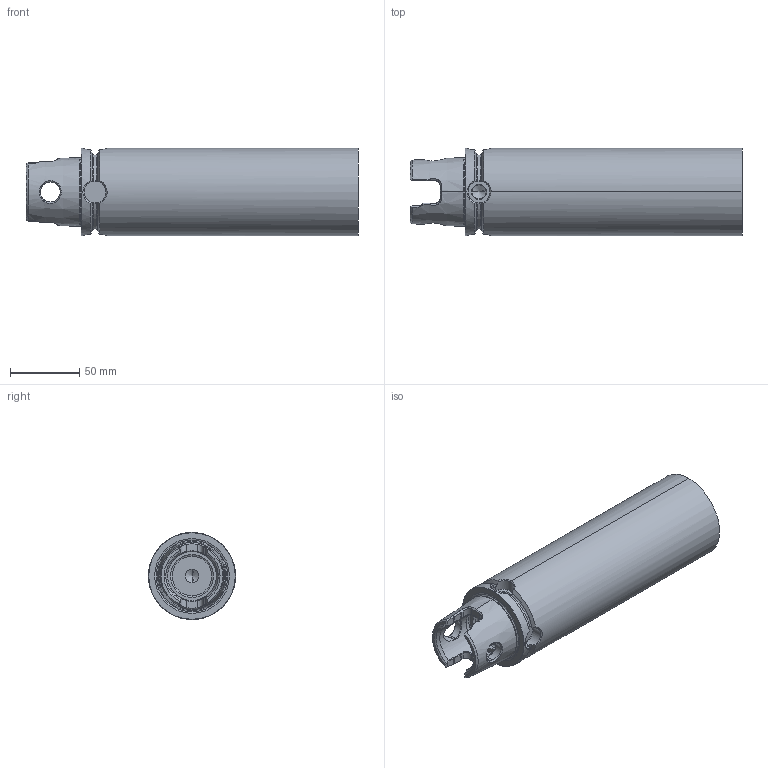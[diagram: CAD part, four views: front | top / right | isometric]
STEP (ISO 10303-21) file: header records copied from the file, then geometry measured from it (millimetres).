
FILE_DESCRIPTION (( 'STEP AP203' ), '1' );
FILE_NAME ('KU6.Ro6.001.200.STEP', '2018-02-12T15:18:12', ( 'SWIAdmin' ), ( 'Hewlett-Packard Company' ), 'SwSTEP 2.0', 'SolidWorks 2017', '' );
FILE_SCHEMA (( 'CONFIG_CONTROL_DESIGN' ));
Length unit declared in the file: millimetre
Products named in the file (1): KU6.Ro6.001.200
Bounding box: 239.95 x 62.95 x 62.95 mm (x, y, z)
Volume: 637698.9 mm3; surface area: 57493.5 mm2
Topology: 1 solids, 1 shells, 226 faces, 584 edges, 361 vertices
Faces by surface type: bspline 58, cylinder 50, plane 50, cone 38, torus 30
Entity records: 10223 total; most frequent: CARTESIAN_POINT 5338, ORIENTED_EDGE 1156, DIRECTION 762, EDGE_CURVE 578, VERTEX_POINT 361, AXIS2_PLACEMENT_3D 319, B_SPLINE_CURVE_WITH_KNOTS 304, EDGE_LOOP 237
